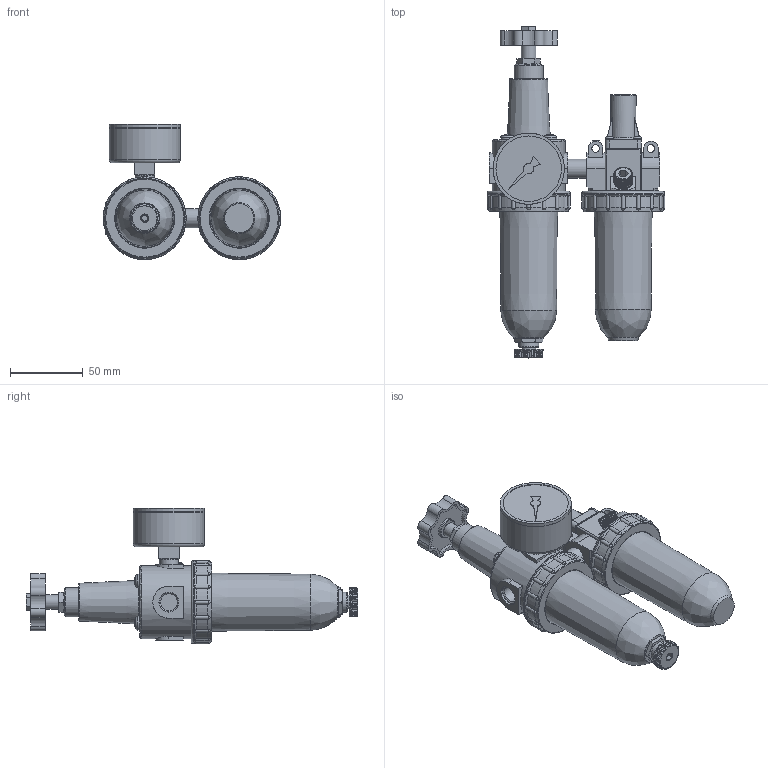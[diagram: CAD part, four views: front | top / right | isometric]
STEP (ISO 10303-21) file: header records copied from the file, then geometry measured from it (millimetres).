
FILE_DESCRIPTION( ( 'STEP AP203' ), ' ' );
FILE_NAME( '9.3111.00.035.0.stp', '2017-04-18T09:15:19', ( '' ), ( '' ), ' ', 'PARTsolutions', ' ' );
FILE_SCHEMA( ( 'CONFIG_CONTROL_DESIGN' ) );
Length unit declared in the file: millimetre
Products named in the file (7): 9.3111.00.035.0; _578.020 K-HA(G 1/4)-1; _578.020 K-HA-2; _578.020 K-HA0(HA)-3; _745 K-1; _745 K-2; _252.01
Assembly tree (6 placements, depth 2):
  9.3111.00.035.0
    _578.020 K-HA(G 1/4)-1
    _578.020 K-HA-2
    _578.020 K-HA0(HA)-3
    _745 K-1
    _745 K-2
    _252.01
Bounding box: 122 x 228.2 x 93 mm (x, y, z)
Volume: 478030.2 mm3; surface area: 77411.6 mm2
Topology: 6 solids, 6 shells, 889 faces, 2338 edges, 1511 vertices
Faces by surface type: plane 404, cylinder 256, cone 150, sphere 40, torus 37, bspline 2
Full cylindrical faces by diameter (mm): 4 x1, 5.3 x2, 7 x1, 9 x1, 9.2 x1, 9.728 x1, 10 x1, 11.445 x5, 13.157 x2, 13.6 x2, 14 x2, 17.5 x1, 20 x2, 45 x1, 48.96 x1, 49 x2, 50 x1, 57 x2
Entity records: 29620 total; most frequent: CARTESIAN_POINT 8392, ORIENTED_EDGE 4420, DIRECTION 4228, EDGE_CURVE 2210, AXIS2_PLACEMENT_3D 1641, VERTEX_POINT 1483, EDGE_LOOP 1045, FACE_OUTER_BOUND 948
